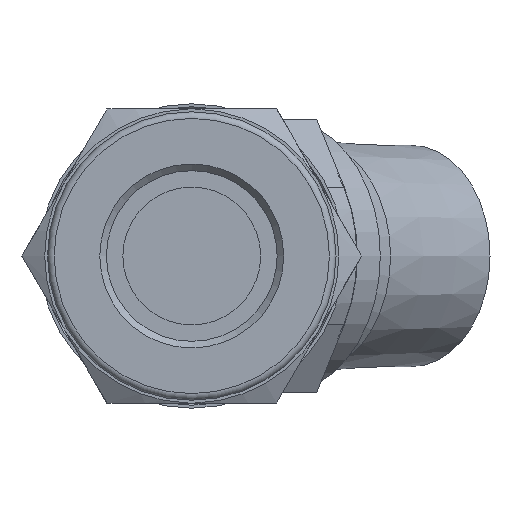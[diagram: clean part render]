
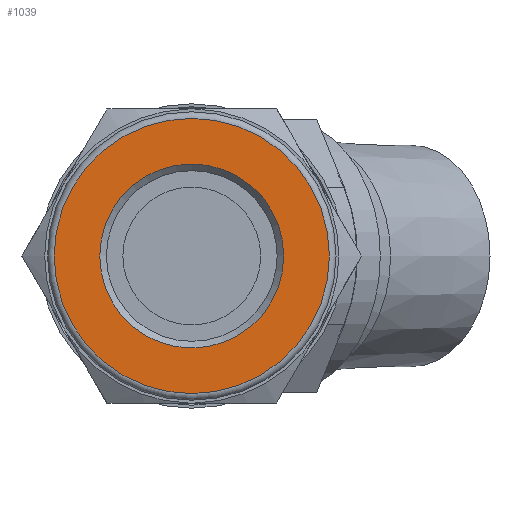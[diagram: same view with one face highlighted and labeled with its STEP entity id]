
A CAD part, left-side view. The second image highlights one B-rep face of the part: STEP entity #1039.
In plain terms, the highlighted planar face has unit normal (-1, 0, 0).
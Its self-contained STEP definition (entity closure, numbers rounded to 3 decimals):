
#66=FACE_BOUND('',#229,.T.);
#97=CIRCLE('',#1152,6.95);
#98=CIRCLE('',#1154,10.4);
#153=FACE_OUTER_BOUND('',#228,.T.);
#228=EDGE_LOOP('',(#795));
#229=EDGE_LOOP('',(#796));
#483=VERTEX_POINT('',#1731);
#484=VERTEX_POINT('',#1735);
#598=EDGE_CURVE('',#483,#483,#97,.T.);
#599=EDGE_CURVE('',#484,#484,#98,.T.);
#795=ORIENTED_EDGE('',*,*,#599,.F.);
#796=ORIENTED_EDGE('',*,*,#598,.T.);
#993=PLANE('',#1153);
#1039=ADVANCED_FACE('',(#153,#66),#993,.T.);
#1152=AXIS2_PLACEMENT_3D('',#1733,#1353,#1354);
#1153=AXIS2_PLACEMENT_3D('',#1734,#1355,#1356);
#1154=AXIS2_PLACEMENT_3D('',#1736,#1357,#1358);
#1353=DIRECTION('center_axis',(1.,0.,0.));
#1354=DIRECTION('ref_axis',(0.,0.,-1.));
#1355=DIRECTION('center_axis',(-1.,0.,0.));
#1356=DIRECTION('ref_axis',(0.,0.,1.));
#1357=DIRECTION('center_axis',(1.,0.,0.));
#1358=DIRECTION('ref_axis',(0.,0.,-1.));
#1731=CARTESIAN_POINT('',(-0.048,-6.95,0.));
#1733=CARTESIAN_POINT('Origin',(-0.048,0.,
0.));
#1734=CARTESIAN_POINT('Origin',(-0.048,10.4,0.));
#1735=CARTESIAN_POINT('',(-0.048,0.,10.4));
#1736=CARTESIAN_POINT('Origin',(-0.048,0.,
0.));
